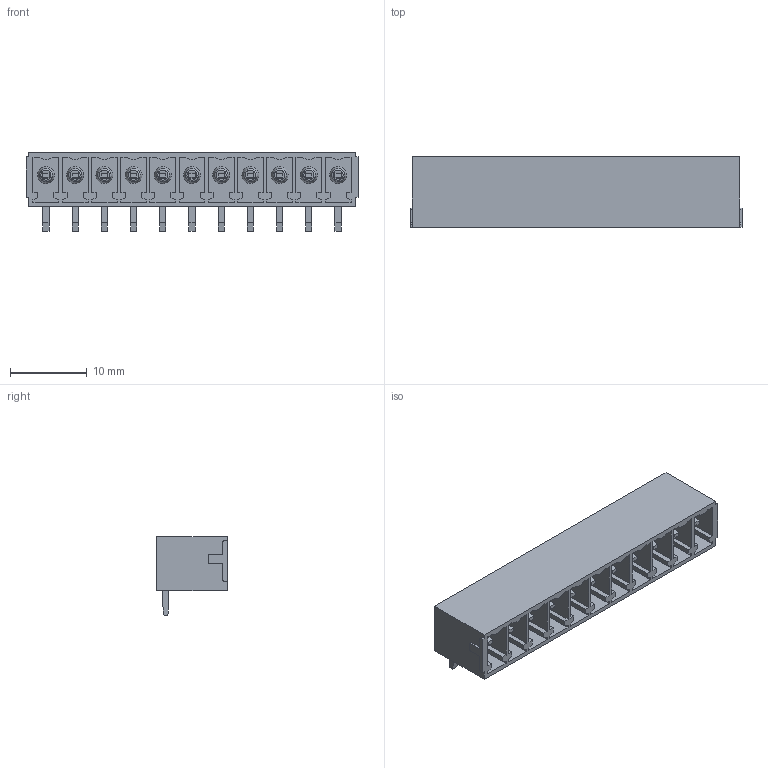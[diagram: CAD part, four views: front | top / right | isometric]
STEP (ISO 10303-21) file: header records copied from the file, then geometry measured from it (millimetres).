
FILE_DESCRIPTION(('CATIA V5 STEP Exchange','CAx-IF Rec.Pracs.--- Model Styling and Organization---1.2---2011-12-15'),'2;1');
FILE_NAME ('D1447416_0', '2018-10-12T04:11:43+00:00', ('none'), ('Weidmueller'), 'CATIA Version 5-6 Release 2014', 'CATIA V5 STEP AP214', 'none');
FILE_SCHEMA(('AUTOMOTIVE_DESIGN { 1 0 10303 214 1 1 1 1 }'));
Length unit declared in the file: millimetre
Products named in the file (1): 1037590000
Bounding box: 43.3 x 9.2 x 10.3 mm (x, y, z)
Volume: 1194.5 mm3; surface area: 4069.9 mm2
Topology: 12 solids, 12 shells, 727 faces, 2021 edges, 1340 vertices
Faces by surface type: plane 642, cylinder 41, cone 22, torus 22
Entity records: 21436 total; most frequent: ORIENTED_EDGE 4042, CARTESIAN_POINT 3816, DIRECTION 2929, EDGE_CURVE 2021, VECTOR 1851, LINE 1851, VERTEX_POINT 1340, EDGE_LOOP 771
